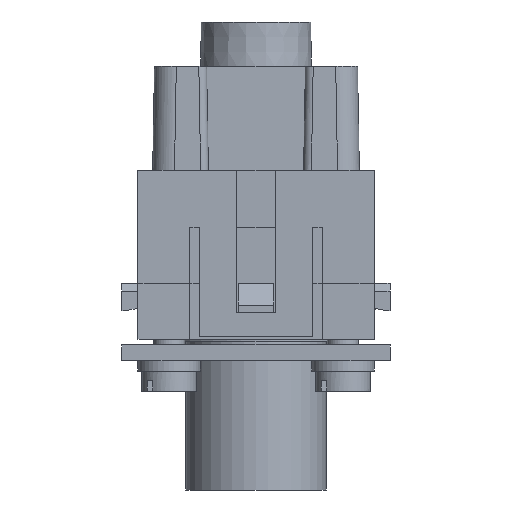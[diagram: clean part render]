
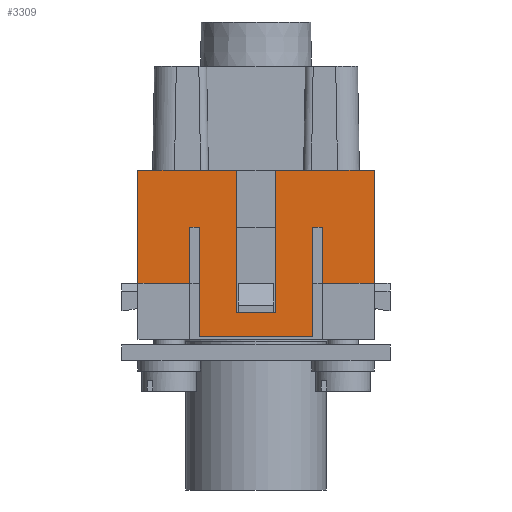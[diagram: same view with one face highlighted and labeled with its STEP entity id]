
A CAD part, left-side view. The second image highlights one B-rep face of the part: STEP entity #3309.
In plain terms, the highlighted planar face has unit normal (-1, 0, 0).
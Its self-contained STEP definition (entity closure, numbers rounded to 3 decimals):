
#3309=ADVANCED_FACE('',(#4150),#3762,.T.);
#3762=PLANE('',#12961);
#4150=FACE_OUTER_BOUND('',#4590,.T.);
#4590=EDGE_LOOP('',(#5560,#5561,#5562,#5563,#5564,#5565,#5566,#5567,#5568,
#5569,#5570,#5571,#5572,#5573,#5574,#5575));
#5560=ORIENTED_EDGE('',*,*,#8675,.T.);
#5561=ORIENTED_EDGE('',*,*,#8396,.T.);
#5562=ORIENTED_EDGE('',*,*,#8668,.T.);
#5563=ORIENTED_EDGE('',*,*,#8677,.T.);
#5564=ORIENTED_EDGE('',*,*,#8678,.F.);
#5565=ORIENTED_EDGE('',*,*,#8679,.T.);
#5566=ORIENTED_EDGE('',*,*,#8655,.T.);
#5567=ORIENTED_EDGE('',*,*,#8385,.T.);
#5568=ORIENTED_EDGE('',*,*,#8664,.T.);
#5569=ORIENTED_EDGE('',*,*,#8660,.T.);
#5570=ORIENTED_EDGE('',*,*,#8662,.T.);
#5571=ORIENTED_EDGE('',*,*,#8383,.T.);
#5572=ORIENTED_EDGE('',*,*,#8649,.T.);
#5573=ORIENTED_EDGE('',*,*,#8680,.T.);
#5574=ORIENTED_EDGE('',*,*,#8642,.F.);
#5575=ORIENTED_EDGE('',*,*,#8681,.T.);
#7538=VERTEX_POINT('',#15945);
#7539=VERTEX_POINT('',#15947);
#7540=VERTEX_POINT('',#15951);
#7541=VERTEX_POINT('',#15953);
#7549=VERTEX_POINT('',#15974);
#7550=VERTEX_POINT('',#15976);
#7720=VERTEX_POINT('',#16560);
#7721=VERTEX_POINT('',#16562);
#7727=VERTEX_POINT('',#16591);
#7732=VERTEX_POINT('',#16607);
#7734=VERTEX_POINT('',#16615);
#7736=VERTEX_POINT('',#16619);
#7739=VERTEX_POINT('',#16635);
#7742=VERTEX_POINT('',#16647);
#7743=VERTEX_POINT('',#16651);
#7744=VERTEX_POINT('',#16653);
#8383=EDGE_CURVE('',#7538,#7539,#10302,.T.);
#8385=EDGE_CURVE('',#7541,#7540,#10304,.T.);
#8396=EDGE_CURVE('',#7550,#7549,#10315,.T.);
#8642=EDGE_CURVE('',#7720,#7721,#10503,.T.);
#8649=EDGE_CURVE('',#7539,#7727,#10505,.T.);
#8655=EDGE_CURVE('',#7732,#7541,#10510,.T.);
#8660=EDGE_CURVE('',#7734,#7736,#10514,.T.);
#8662=EDGE_CURVE('',#7736,#7538,#10516,.T.);
#8664=EDGE_CURVE('',#7540,#7734,#10518,.T.);
#8668=EDGE_CURVE('',#7549,#7739,#10522,.T.);
#8675=EDGE_CURVE('',#7742,#7550,#10529,.T.);
#8677=EDGE_CURVE('',#7739,#7743,#10531,.T.);
#8678=EDGE_CURVE('',#7744,#7743,#10532,.T.);
#8679=EDGE_CURVE('',#7744,#7732,#9622,.T.);
#8680=EDGE_CURVE('',#7727,#7721,#9623,.T.);
#8681=EDGE_CURVE('',#7720,#7742,#10533,.T.);
#9622=B_SPLINE_CURVE_WITH_KNOTS('',3,(#16654,#16655,#16656,#16657),
 .UNSPECIFIED.,.F.,.F.,(4,4),(0.,1.),.UNSPECIFIED.);
#9623=B_SPLINE_CURVE_WITH_KNOTS('',3,(#16658,#16659,#16660,#16661),
 .UNSPECIFIED.,.F.,.F.,(4,4),(0.,1.),.UNSPECIFIED.);
#10302=LINE('',#15948,#11272);
#10304=LINE('',#15952,#11274);
#10315=LINE('',#15975,#11285);
#10503=LINE('',#16561,#11473);
#10505=LINE('',#16590,#11475);
#10510=LINE('',#16606,#11480);
#10514=LINE('',#16620,#11484);
#10516=LINE('',#16623,#11486);
#10518=LINE('',#16626,#11488);
#10522=LINE('',#16634,#11492);
#10529=LINE('',#16646,#11499);
#10531=LINE('',#16650,#11501);
#10532=LINE('',#16652,#11502);
#10533=LINE('',#16662,#11503);
#11272=VECTOR('',#13608,1.);
#11274=VECTOR('',#13612,1.);
#11285=VECTOR('',#13629,1.);
#11473=VECTOR('',#14063,1.);
#11475=VECTOR('',#14067,1.);
#11480=VECTOR('',#14076,1.);
#11484=VECTOR('',#14082,1.);
#11486=VECTOR('',#14086,1.);
#11488=VECTOR('',#14090,1.);
#11492=VECTOR('',#14098,1.);
#11499=VECTOR('',#14109,1.);
#11501=VECTOR('',#14113,1.);
#11502=VECTOR('',#14114,1.);
#11503=VECTOR('',#14115,1.);
#12961=AXIS2_PLACEMENT_3D('',#16663,#14116,#14117);
#13608=DIRECTION('',(0.,-1.,0.));
#13612=DIRECTION('',(0.,-1.,0.));
#13629=DIRECTION('',(0.,1.,0.));
#14063=DIRECTION('',(0.,0.,-1.));
#14067=DIRECTION('',(0.,0.,-1.));
#14076=DIRECTION('',(0.,0.,1.));
#14082=DIRECTION('',(0.,-1.,0.));
#14086=DIRECTION('',(0.,0.,1.));
#14090=DIRECTION('',(0.,0.,-1.));
#14098=DIRECTION('',(0.,0.,1.));
#14109=DIRECTION('',(0.,0.,-1.));
#14113=DIRECTION('',(0.,1.,0.));
#14114=DIRECTION('',(0.,0.,1.));
#14115=DIRECTION('',(0.,1.,0.));
#14116=DIRECTION('',(-1.,0.,0.));
#14117=DIRECTION('',(0.,1.,0.));
#15945=CARTESIAN_POINT('',(-22.025,-7.25,10.7));
#15947=CARTESIAN_POINT('',(-22.025,-8.5,10.7));
#15948=CARTESIAN_POINT('',(-22.025,-7.25,10.7));
#15951=CARTESIAN_POINT('',(-22.025,7.25,10.7));
#15952=CARTESIAN_POINT('',(-22.025,8.5,10.7));
#15953=CARTESIAN_POINT('',(-22.025,8.5,10.7));
#15974=CARTESIAN_POINT('',(-22.025,2.5,-0.3));
#15975=CARTESIAN_POINT('',(-22.025,2.3,-0.3));
#15976=CARTESIAN_POINT('',(-22.025,-2.5,-0.3));
#16560=CARTESIAN_POINT('',(-22.025,-15.15,18.));
#16561=CARTESIAN_POINT('',(-22.025,-15.15,18.));
#16562=CARTESIAN_POINT('',(-22.03,-15.16,3.5));
#16590=CARTESIAN_POINT('',(-22.025,-8.5,10.7));
#16591=CARTESIAN_POINT('',(-22.03,-8.51,3.5));
#16606=CARTESIAN_POINT('',(-22.025,8.5,3.5));
#16607=CARTESIAN_POINT('',(-22.03,8.49,3.5));
#16615=CARTESIAN_POINT('',(-22.025,7.25,-3.3));
#16619=CARTESIAN_POINT('',(-22.025,-7.25,-3.3));
#16620=CARTESIAN_POINT('',(-22.025,7.25,-3.3));
#16623=CARTESIAN_POINT('',(-22.025,-7.25,-3.3));
#16626=CARTESIAN_POINT('',(-22.025,7.25,10.7));
#16634=CARTESIAN_POINT('',(-22.025,2.5,-0.5));
#16635=CARTESIAN_POINT('',(-22.025,2.5,18.));
#16646=CARTESIAN_POINT('',(-22.025,-2.5,18.));
#16647=CARTESIAN_POINT('',(-22.025,-2.5,18.));
#16650=CARTESIAN_POINT('',(-22.025,2.5,18.));
#16651=CARTESIAN_POINT('',(-22.025,15.15,18.));
#16652=CARTESIAN_POINT('',(-22.025,15.15,3.5));
#16653=CARTESIAN_POINT('',(-22.03,15.14,3.5));
#16654=CARTESIAN_POINT('',(-22.025,15.15,3.5));
#16655=CARTESIAN_POINT('',(-22.025,12.933,3.5));
#16656=CARTESIAN_POINT('',(-22.025,10.717,3.5));
#16657=CARTESIAN_POINT('',(-22.025,8.5,3.5));
#16658=CARTESIAN_POINT('',(-22.025,-8.5,3.5));
#16659=CARTESIAN_POINT('',(-22.025,-10.717,3.5));
#16660=CARTESIAN_POINT('',(-22.025,-12.933,3.5));
#16661=CARTESIAN_POINT('',(-22.025,-15.15,3.5));
#16662=CARTESIAN_POINT('',(-22.025,-15.15,18.));
#16663=CARTESIAN_POINT('',(-22.025,-15.25,21.1));
